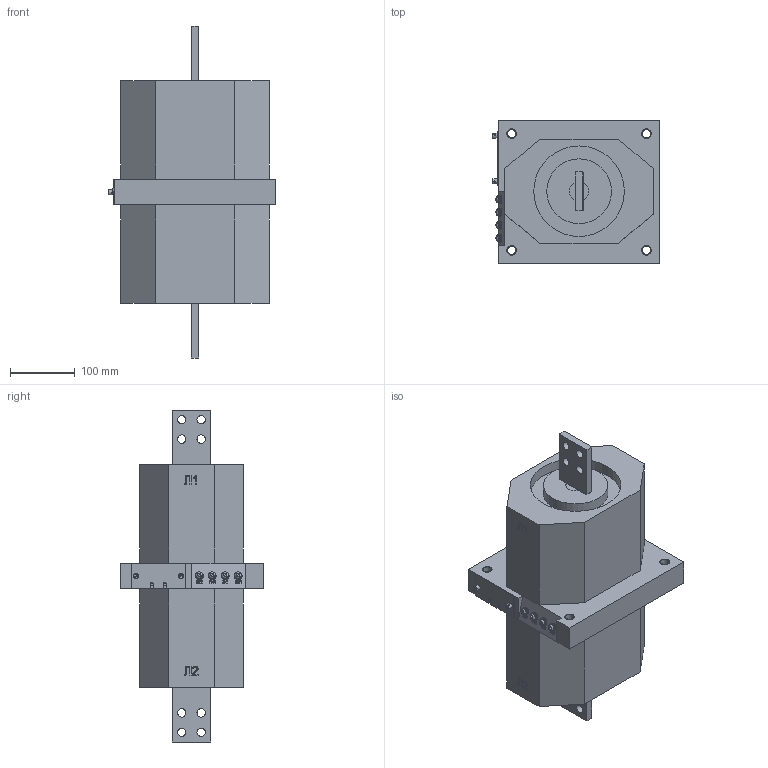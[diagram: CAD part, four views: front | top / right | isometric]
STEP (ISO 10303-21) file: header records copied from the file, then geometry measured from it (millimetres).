
FILE_DESCRIPTION(('STEP AP242'), '1');
FILE_NAME('ﾒﾋﾏ-10-2 ﾌ1BC 800ﾀ', '', ('UNSPECIFIED'), ('UNSPECIFIED'), 'C3D Converter', 'C3D Toolkit', '');
FILE_SCHEMA(('AP242_MANAGED_MODEL_BASED_3D_ENGINEERING_MIM_LF { 1 0 10303 442 1 1 4 }'));
Length unit declared in the file: millimetre
Products named in the file (16): Втулка ЭК.8.211.004
Assembly tree (22 placements, depth 3):
  (unnamed)
    (unnamed)
    (unnamed)
    (unnamed)  x2
    Втулка ЭК.8.211.004
    Втулка ЭК.8.211.004  x3
    Втулка ЭК.8.211.004
    Втулка ЭК.8.211.004
    (unnamed)
    (unnamed)
    (unnamed)  x4
    (unnamed)
    (unnamed)
    (unnamed)
      (unnamed)
      (unnamed)  x2
Bounding box: 259.5 x 222 x 513 mm (x, y, z)
Volume: 11739547.7 mm3; surface area: 513781.8 mm2
Topology: 33 solids, 33 shells, 1614 faces, 4410 edges, 2920 vertices
Faces by surface type: cylinder 828, plane 704, torus 44, cone 38
Full cylindrical faces by diameter (mm): 2.5 x2, 3.523 x2, 4 x6, 4.134 x2, 4.917 x6, 5 x8, 5.5 x2, 6 x6, 6.1 x16, 6.8 x2, 8 x2, 10 x12, 11.16 x2, 12.5 x6, 13 x12, 15 x8, 30 x2, 100 x2, 140 x2
Entity records: 65228 total; most frequent: CARTESIAN_POINT 15407, DIRECTION 8364, ORIENTED_EDGE 7694, EDGE_CURVE 3847, AXIS2_PLACEMENT_3D 3167, VERTEX_POINT 2623, LINE 2030, VECTOR 2030
